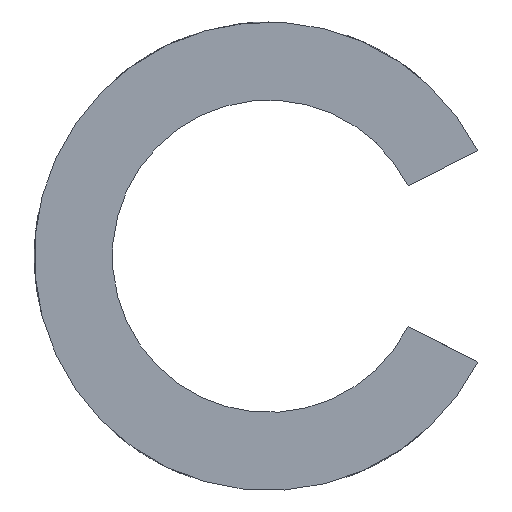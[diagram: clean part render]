
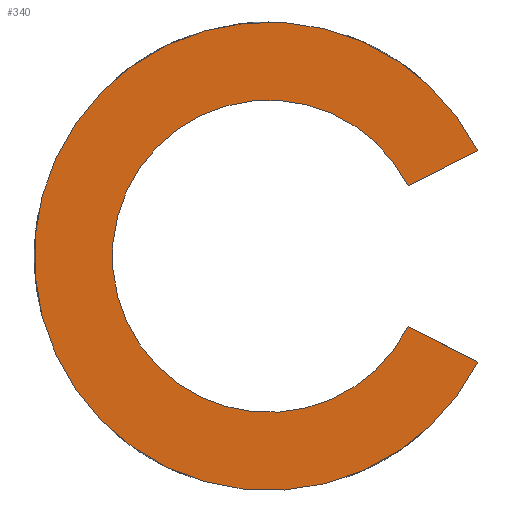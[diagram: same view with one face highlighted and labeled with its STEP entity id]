
A CAD part, left-side view. The second image highlights one B-rep face of the part: STEP entity #340.
In plain terms, the highlighted planar face has unit normal (-1, 0, 0).
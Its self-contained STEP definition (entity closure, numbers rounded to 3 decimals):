
#340 = ADVANCED_FACE( '', ( #686 ), #687, .T. );
#686 = FACE_OUTER_BOUND( '', #1020, .T. );
#687 = PLANE( '', #1021 );
#1020 = EDGE_LOOP( '', ( #1889, #1890, #1891, #1892 ) );
#1021 = AXIS2_PLACEMENT_3D( '', #1893, #1894, #1895 );
#1889 = ORIENTED_EDGE( '', *, *, #2160, .F. );
#1890 = ORIENTED_EDGE( '', *, *, #2281, .T. );
#1891 = ORIENTED_EDGE( '', *, *, #2220, .T. );
#1892 = ORIENTED_EDGE( '', *, *, #2216, .T. );
#1893 = CARTESIAN_POINT( '', ( 0., 37.5, 0. ) );
#1894 = DIRECTION( '', ( -1., 0., 0. ) );
#1895 = DIRECTION( '', ( 0., 0., 1. ) );
#2160 = EDGE_CURVE( '', #2648, #2650, #2651, .T. );
#2216 = EDGE_CURVE( '', #2724, #2650, #2725, .T. );
#2220 = EDGE_CURVE( '', #2729, #2724, #2730, .T. );
#2281 = EDGE_CURVE( '', #2648, #2729, #2796, .T. );
#2648 = VERTEX_POINT( '', #3324 );
#2650 = VERTEX_POINT( '', #3327 );
#2651 = CIRCLE( '', #3328, 37.5 );
#2724 = VERTEX_POINT( '', #3429 );
#2725 = LINE( '', #3430, #3431 );
#2729 = VERTEX_POINT( '', #3437 );
#2730 = CIRCLE( '', #3438, 25. );
#2796 = LINE( '', #3523, #3524 );
#3324 = CARTESIAN_POINT( '', ( 0., -33.463, -16.925 ) );
#3327 = CARTESIAN_POINT( '', ( 0., -33.463, 16.925 ) );
#3328 = AXIS2_PLACEMENT_3D( '', #3860, #3861, #3862 );
#3429 = CARTESIAN_POINT( '', ( 0., -22.326, 11.25 ) );
#3430 = CARTESIAN_POINT( '', ( 0., -22.326, 11.25 ) );
#3431 = VECTOR( '', #3921, 1000. );
#3437 = CARTESIAN_POINT( '', ( 0., -22.326, -11.25 ) );
#3438 = AXIS2_PLACEMENT_3D( '', #3924, #3925, #3926 );
#3523 = CARTESIAN_POINT( '', ( 0., -33.463, -16.925 ) );
#3524 = VECTOR( '', #3961, 1000. );
#3860 = CARTESIAN_POINT( '', ( 0., 0., 0. ) );
#3861 = DIRECTION( '', ( 1., 0., 0. ) );
#3862 = DIRECTION( '', ( 0., 0., -1. ) );
#3921 = DIRECTION( '', ( 0., -0.891, 0.454 ) );
#3924 = CARTESIAN_POINT( '', ( 0., 0., 0. ) );
#3925 = DIRECTION( '', ( 1., 0., 0. ) );
#3926 = DIRECTION( '', ( 0., 0., -1. ) );
#3961 = DIRECTION( '', ( 0., 0.891, 0.454 ) );
